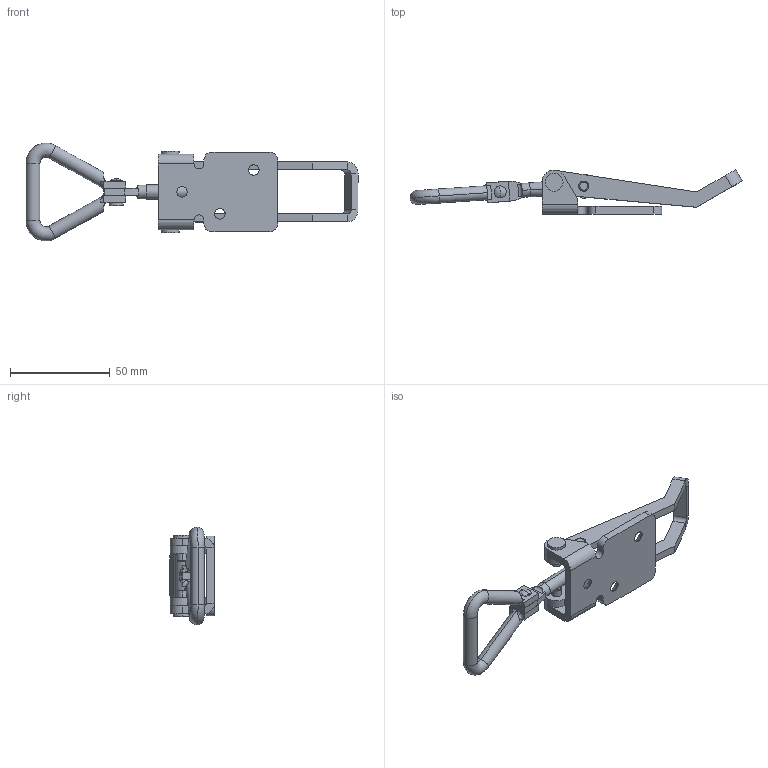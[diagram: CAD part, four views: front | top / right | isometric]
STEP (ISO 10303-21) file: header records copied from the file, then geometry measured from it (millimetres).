
FILE_DESCRIPTION (( 'STEP AP214' ), '1' );
FILE_NAME ('521067 - 703 C ZP Hinged.STEP', '2018-03-01T14:17:56', ( '' ), ( '' ), 'SwSTEP 2.0', 'SolidWorks 2015', '' );
FILE_SCHEMA (( 'AUTOMOTIVE_DESIGN' ));
Length unit declared in the file: millimetre
Products named in the file (17): 703 - Skruvämne ledad; 703 - Rulle; 704 - Rivet Gradin; 703 - Bygel; 703 - Platta C; 703 - Nit ledad; 703 - 狿la ledad; 521067 - 703 C ZP Hinged; 703 - Ledad skruvögla
Assembly tree (9 placements, depth 3):
  703 - Nit ledad
  703 - 狿la ledad
  703 - Rulle
  704 - Rivet Gradin
  703 - Skruvämne ledad
Bounding box: 166.31 x 22.26 x 49 mm (x, y, z)
Volume: 27799 mm3; surface area: 19504.4 mm2
Topology: 8 solids, 8 shells, 199 faces, 459 edges, 281 vertices
Faces by surface type: plane 84, cylinder 81, cone 18, bspline 10, torus 4, sphere 2
Entity records: 6227 total; most frequent: CARTESIAN_POINT 1487, DIRECTION 939, ORIENTED_EDGE 866, EDGE_CURVE 433, AXIS2_PLACEMENT_3D 359, VERTEX_POINT 267, VECTOR 221, LINE 221
